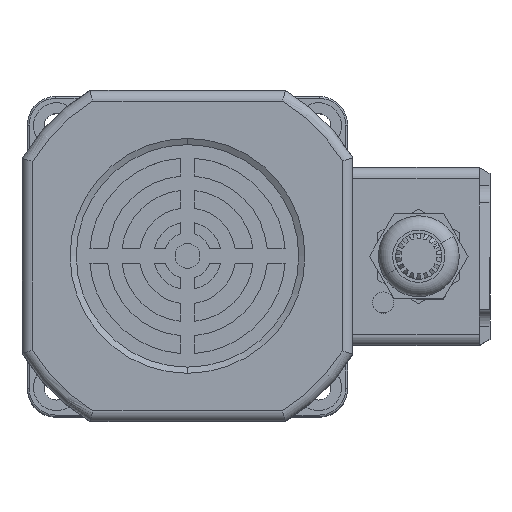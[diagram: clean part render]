
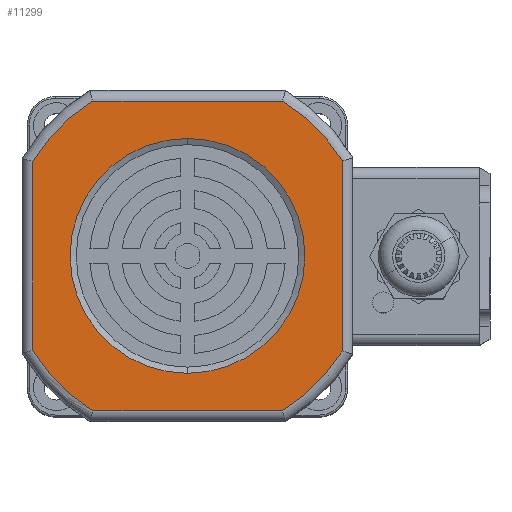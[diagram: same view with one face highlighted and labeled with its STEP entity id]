
A CAD part, top view. The second image highlights one B-rep face of the part: STEP entity #11299.
In plain terms, the highlighted face is planar.
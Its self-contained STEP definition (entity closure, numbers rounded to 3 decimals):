
#226 = VECTOR ( 'NONE', #27180, 1000. ) ;
#391 = DIRECTION ( 'NONE',  ( 0., 0., 1. ) ) ;
#400 = DIRECTION ( 'NONE',  ( 0., 0., 1. ) ) ;
#791 = DIRECTION ( 'NONE',  ( 0., 0., 1. ) ) ;
#2247 = CIRCLE ( 'NONE', #16742, 51. ) ;
#3134 = EDGE_LOOP ( 'NONE', ( #26033, #9231 ) ) ;
#3430 = EDGE_CURVE ( 'NONE', #7507, #19984, #4182, .T. ) ;
#3488 = EDGE_CURVE ( 'NONE', #7488, #8759, #12064, .T. ) ;
#3885 = EDGE_CURVE ( 'NONE', #21057, #6584, #5203, .T. ) ;
#3943 = CARTESIAN_POINT ( 'NONE',  ( -43.5, 0., 0. ) ) ;
#4182 = LINE ( 'NONE', #12125, #18315 ) ;
#4318 = CARTESIAN_POINT ( 'NONE',  ( 0.05, 0., -43.5 ) ) ;
#4515 = CARTESIAN_POINT ( 'NONE',  ( 26.673, 0., 43.5 ) ) ;
#4582 = FACE_OUTER_BOUND ( 'NONE', #21164, .T. ) ;
#4940 = VERTEX_POINT ( 'NONE', #16164 ) ;
#5203 = CIRCLE ( 'NONE', #20178, 51. ) ;
#5330 = DIRECTION ( 'NONE',  ( 0., -1., 0. ) ) ;
#5401 = AXIS2_PLACEMENT_3D ( 'NONE', #17902, #5330, #20037 ) ;
#6584 = VERTEX_POINT ( 'NONE', #17610 ) ;
#7246 = AXIS2_PLACEMENT_3D ( 'NONE', #9061, #23822, #11170 ) ;
#7294 = AXIS2_PLACEMENT_3D ( 'NONE', #9963, #26871, #14199 ) ;
#7488 = VERTEX_POINT ( 'NONE', #25542 ) ;
#7507 = VERTEX_POINT ( 'NONE', #4515 ) ;
#7508 = CARTESIAN_POINT ( 'NONE',  ( 0.05, 0., 0. ) ) ;
#7681 = CARTESIAN_POINT ( 'NONE',  ( 0., 0., -33. ) ) ;
#8301 = VECTOR ( 'NONE', #791, 1000. ) ;
#8759 = VERTEX_POINT ( 'NONE', #14611 ) ;
#9061 = CARTESIAN_POINT ( 'NONE',  ( 0., 0., 0. ) ) ;
#9231 = ORIENTED_EDGE ( 'NONE', *, *, #9596, .F. ) ;
#9257 = CARTESIAN_POINT ( 'NONE',  ( 43.5, 0., 0. ) ) ;
#9259 = CARTESIAN_POINT ( 'NONE',  ( 43.5, 0., 26.705 ) ) ;
#9596 = EDGE_CURVE ( 'NONE', #4940, #11282, #17440, .T. ) ;
#9618 = DIRECTION ( 'NONE',  ( 0., 0., 1. ) ) ;
#9963 = CARTESIAN_POINT ( 'NONE',  ( 0.05, 0., 0. ) ) ;
#10683 = VECTOR ( 'NONE', #21193, 1000. ) ;
#11170 = DIRECTION ( 'NONE',  ( 0., 0., -1. ) ) ;
#11185 = ORIENTED_EDGE ( 'NONE', *, *, #3488, .T. ) ;
#11282 = VERTEX_POINT ( 'NONE', #7681 ) ;
#11299 = ADVANCED_FACE ( 'NONE', ( #4582, #27025 ), #24731, .F. ) ;
#11835 = DIRECTION ( 'NONE',  ( 0., -1., 0. ) ) ;
#12034 = CARTESIAN_POINT ( 'NONE',  ( -26.572, 0., -43.5 ) ) ;
#12064 = LINE ( 'NONE', #3943, #226 ) ;
#12125 = CARTESIAN_POINT ( 'NONE',  ( 0.05, 0., 43.5 ) ) ;
#12216 = EDGE_CURVE ( 'NONE', #21365, #7507, #24640, .T. ) ;
#12986 = DIRECTION ( 'NONE',  ( 0., -1., 0. ) ) ;
#12998 = DIRECTION ( 'NONE',  ( 0., -1., 0. ) ) ;
#13102 = CARTESIAN_POINT ( 'NONE',  ( -26.572, 0., 43.5 ) ) ;
#14055 = EDGE_CURVE ( 'NONE', #25413, #21057, #23249, .T. ) ;
#14199 = DIRECTION ( 'NONE',  ( 0., 0., 1. ) ) ;
#14611 = CARTESIAN_POINT ( 'NONE',  ( -43.5, 0., -26.54 ) ) ;
#14938 = ORIENTED_EDGE ( 'NONE', *, *, #3885, .T. ) ;
#16164 = CARTESIAN_POINT ( 'NONE',  ( 0., 0., 33. ) ) ;
#16742 = AXIS2_PLACEMENT_3D ( 'NONE', #25647, #12986, #391 ) ;
#17440 = CIRCLE ( 'NONE', #7246, 33. ) ;
#17610 = CARTESIAN_POINT ( 'NONE',  ( 43.5, 0., -26.705 ) ) ;
#17902 = CARTESIAN_POINT ( 'NONE',  ( 0., 0., 0. ) ) ;
#18315 = VECTOR ( 'NONE', #24771, 1000. ) ;
#19123 = EDGE_CURVE ( 'NONE', #11282, #4940, #23850, .T. ) ;
#19245 = ORIENTED_EDGE ( 'NONE', *, *, #12216, .T. ) ;
#19596 = EDGE_CURVE ( 'NONE', #6584, #21365, #25144, .T. ) ;
#19984 = VERTEX_POINT ( 'NONE', #13102 ) ;
#20037 = DIRECTION ( 'NONE',  ( 0., 0., -1. ) ) ;
#20178 = AXIS2_PLACEMENT_3D ( 'NONE', #7508, #22252, #9618 ) ;
#20321 = ORIENTED_EDGE ( 'NONE', *, *, #21779, .T. ) ;
#21057 = VERTEX_POINT ( 'NONE', #24562 ) ;
#21164 = EDGE_LOOP ( 'NONE', ( #11185, #25675, #21921, #14938, #22128, #19245, #23326, #20321 ) ) ;
#21193 = DIRECTION ( 'NONE',  ( 1., 0., 0. ) ) ;
#21365 = VERTEX_POINT ( 'NONE', #9259 ) ;
#21779 = EDGE_CURVE ( 'NONE', #19984, #7488, #24372, .T. ) ;
#21921 = ORIENTED_EDGE ( 'NONE', *, *, #14055, .T. ) ;
#22128 = ORIENTED_EDGE ( 'NONE', *, *, #19596, .T. ) ;
#22252 = DIRECTION ( 'NONE',  ( 0., -1., 0. ) ) ;
#22667 = AXIS2_PLACEMENT_3D ( 'NONE', #24482, #11835, #26624 ) ;
#23249 = LINE ( 'NONE', #4318, #10683 ) ;
#23326 = ORIENTED_EDGE ( 'NONE', *, *, #3430, .T. ) ;
#23483 = EDGE_CURVE ( 'NONE', #8759, #25413, #2247, .T. ) ;
#23822 = DIRECTION ( 'NONE',  ( 0., -1., 0. ) ) ;
#23850 = CIRCLE ( 'NONE', #5401, 33. ) ;
#24372 = CIRCLE ( 'NONE', #24688, 51. ) ;
#24482 = CARTESIAN_POINT ( 'NONE',  ( 0.05, 0., 0. ) ) ;
#24562 = CARTESIAN_POINT ( 'NONE',  ( 26.673, 0., -43.5 ) ) ;
#24640 = CIRCLE ( 'NONE', #22667, 51. ) ;
#24688 = AXIS2_PLACEMENT_3D ( 'NONE', #25658, #12998, #400 ) ;
#24731 = PLANE ( 'NONE',  #7294 ) ;
#24771 = DIRECTION ( 'NONE',  ( -1., 0., 0. ) ) ;
#25144 = LINE ( 'NONE', #9257, #8301 ) ;
#25413 = VERTEX_POINT ( 'NONE', #12034 ) ;
#25542 = CARTESIAN_POINT ( 'NONE',  ( -43.5, 0., 26.54 ) ) ;
#25647 = CARTESIAN_POINT ( 'NONE',  ( 0.05, 0., 0. ) ) ;
#25658 = CARTESIAN_POINT ( 'NONE',  ( 0.05, 0., 0. ) ) ;
#25675 = ORIENTED_EDGE ( 'NONE', *, *, #23483, .T. ) ;
#26033 = ORIENTED_EDGE ( 'NONE', *, *, #19123, .F. ) ;
#26624 = DIRECTION ( 'NONE',  ( 0., 0., 1. ) ) ;
#26871 = DIRECTION ( 'NONE',  ( 0., 1., 0. ) ) ;
#27025 = FACE_BOUND ( 'NONE', #3134, .T. ) ;
#27180 = DIRECTION ( 'NONE',  ( 0., 0., -1. ) ) ;
